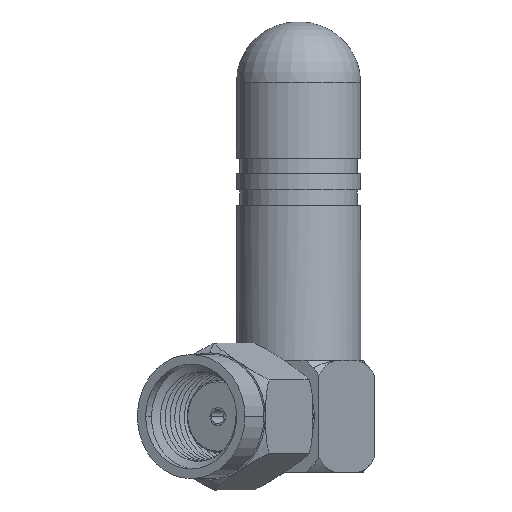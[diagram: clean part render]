
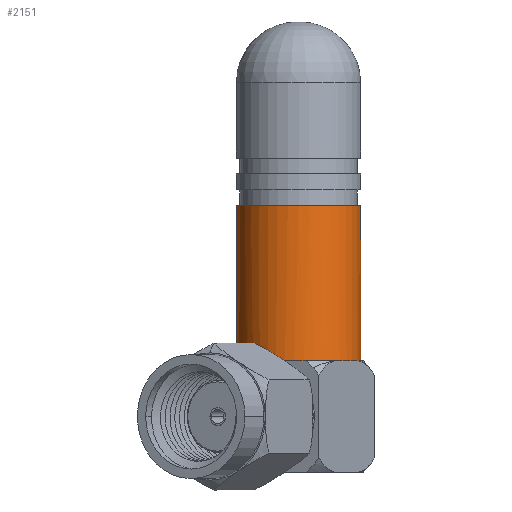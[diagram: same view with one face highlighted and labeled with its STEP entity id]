
A CAD part, front view. The second image highlights one B-rep face of the part: STEP entity #2151.
In plain terms, the highlighted cylindrical face has radius 3.9 mm (diameter 7.8 mm), a partial arc.
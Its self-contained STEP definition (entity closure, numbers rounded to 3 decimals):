
#230 = EDGE_CURVE ( 'NONE', #286, #334, #3137, .T. ) ;
#239 = VECTOR ( 'NONE', #5369, 1000. ) ;
#286 = VERTEX_POINT ( 'NONE', #3746 ) ;
#304 = DIRECTION ( 'NONE',  ( 1., 0., 0. ) ) ;
#334 = VERTEX_POINT ( 'NONE', #4347 ) ;
#413 = VECTOR ( 'NONE', #5239, 1000. ) ;
#523 = CIRCLE ( 'NONE', #3409, 3.9 ) ;
#639 = DIRECTION ( 'NONE',  ( 1., 0., 0. ) ) ;
#652 = CARTESIAN_POINT ( 'NONE',  ( -74.117, 120.219, 17.673 ) ) ;
#717 = DIRECTION ( 'NONE',  ( 0., 0., 1. ) ) ;
#738 = CARTESIAN_POINT ( 'NONE',  ( -70.217, 120.219, 7.925 ) ) ;
#766 = CIRCLE ( 'NONE', #4696, 3.9 ) ;
#770 = DIRECTION ( 'NONE',  ( 0., 0., 1. ) ) ;
#837 = CYLINDRICAL_SURFACE ( 'NONE', #5882, 3.9 ) ;
#891 = VERTEX_POINT ( 'NONE', #1110 ) ;
#922 = ORIENTED_EDGE ( 'NONE', *, *, #1130, .T. ) ;
#997 = DIRECTION ( 'NONE',  ( 0., 0., -1. ) ) ;
#1039 = EDGE_CURVE ( 'NONE', #2478, #891, #5738, .T. ) ;
#1110 = CARTESIAN_POINT ( 'NONE',  ( -70.477, 116.327, 7.925 ) ) ;
#1130 = EDGE_CURVE ( 'NONE', #1823, #2478, #523, .T. ) ;
#1387 = CARTESIAN_POINT ( 'NONE',  ( -68.143, 116.916, 7.925 ) ) ;
#1714 = LINE ( 'NONE', #3760, #413 ) ;
#1723 = VERTEX_POINT ( 'NONE', #2658 ) ;
#1823 = VERTEX_POINT ( 'NONE', #2791 ) ;
#1995 = EDGE_CURVE ( 'NONE', #4465, #286, #5427, .T. ) ;
#2151 = ADVANCED_FACE ( 'NONE', ( #3925 ), #837, .T. ) ;
#2153 = ORIENTED_EDGE ( 'NONE', *, *, #1995, .T. ) ;
#2222 = AXIS2_PLACEMENT_3D ( 'NONE', #5726, #6269, #304 ) ;
#2413 = CARTESIAN_POINT ( 'NONE',  ( -66.317, 120.219, 7.925 ) ) ;
#2478 = VERTEX_POINT ( 'NONE', #5721 ) ;
#2479 = EDGE_CURVE ( 'NONE', #1823, #5401, #1714, .T. ) ;
#2524 = DIRECTION ( 'NONE',  ( 0., 0., 1. ) ) ;
#2578 = DIRECTION ( 'NONE',  ( 1., 0., 0. ) ) ;
#2658 = CARTESIAN_POINT ( 'NONE',  ( -66.317, 120.219, 17.673 ) ) ;
#2659 = DIRECTION ( 'NONE',  ( 0., 0., 1. ) ) ;
#2683 = CARTESIAN_POINT ( 'NONE',  ( -70.217, 120.219, 7.925 ) ) ;
#2754 = AXIS2_PLACEMENT_3D ( 'NONE', #2683, #2659, #2578 ) ;
#2791 = CARTESIAN_POINT ( 'NONE',  ( -74.117, 120.219, 7.925 ) ) ;
#2917 = AXIS2_PLACEMENT_3D ( 'NONE', #5453, #2524, #5952 ) ;
#3137 = CIRCLE ( 'NONE', #2222, 3.9 ) ;
#3314 = EDGE_CURVE ( 'NONE', #334, #1723, #4156, .T. ) ;
#3409 = AXIS2_PLACEMENT_3D ( 'NONE', #738, #717, #639 ) ;
#3707 = CARTESIAN_POINT ( 'NONE',  ( -70.217, 120.219, 7.925 ) ) ;
#3746 = CARTESIAN_POINT ( 'NONE',  ( -66.319, 120.074, 7.925 ) ) ;
#3758 = EDGE_CURVE ( 'NONE', #891, #4465, #766, .T. ) ;
#3760 = CARTESIAN_POINT ( 'NONE',  ( -74.117, 120.219, 7.925 ) ) ;
#3925 = FACE_OUTER_BOUND ( 'NONE', #5483, .T. ) ;
#3943 = CARTESIAN_POINT ( 'NONE',  ( -70.217, 120.219, 17.673 ) ) ;
#4156 = LINE ( 'NONE', #2413, #239 ) ;
#4201 = DIRECTION ( 'NONE',  ( 1., 0., 0. ) ) ;
#4315 = ORIENTED_EDGE ( 'NONE', *, *, #1039, .T. ) ;
#4347 = CARTESIAN_POINT ( 'NONE',  ( -66.317, 120.219, 7.925 ) ) ;
#4442 = DIRECTION ( 'NONE',  ( 1., 0., 0. ) ) ;
#4465 = VERTEX_POINT ( 'NONE', #1387 ) ;
#4507 = AXIS2_PLACEMENT_3D ( 'NONE', #3943, #997, #4442 ) ;
#4550 = DIRECTION ( 'NONE',  ( 1., 0., 0. ) ) ;
#4569 = CIRCLE ( 'NONE', #4507, 3.9 ) ;
#4673 = ORIENTED_EDGE ( 'NONE', *, *, #3314, .T. ) ;
#4696 = AXIS2_PLACEMENT_3D ( 'NONE', #3707, #770, #4201 ) ;
#4722 = ORIENTED_EDGE ( 'NONE', *, *, #2479, .F. ) ;
#5121 = ORIENTED_EDGE ( 'NONE', *, *, #3758, .T. ) ;
#5168 = EDGE_CURVE ( 'NONE', #1723, #5401, #4569, .T. ) ;
#5239 = DIRECTION ( 'NONE',  ( 0., 0., 1. ) ) ;
#5369 = DIRECTION ( 'NONE',  ( 0., 0., 1. ) ) ;
#5401 = VERTEX_POINT ( 'NONE', #652 ) ;
#5427 = CIRCLE ( 'NONE', #2917, 3.9 ) ;
#5453 = CARTESIAN_POINT ( 'NONE',  ( -70.217, 120.219, 7.925 ) ) ;
#5483 = EDGE_LOOP ( 'NONE', ( #4722, #922, #4315, #5121, #2153, #6268, #4673, #6153 ) ) ;
#5516 = DIRECTION ( 'NONE',  ( 0., 0., 1. ) ) ;
#5721 = CARTESIAN_POINT ( 'NONE',  ( -73.457, 118.048, 7.925 ) ) ;
#5726 = CARTESIAN_POINT ( 'NONE',  ( -70.217, 120.219, 7.925 ) ) ;
#5738 = CIRCLE ( 'NONE', #2754, 3.9 ) ;
#5882 = AXIS2_PLACEMENT_3D ( 'NONE', #5997, #5516, #4550 ) ;
#5952 = DIRECTION ( 'NONE',  ( 1., 0., 0. ) ) ;
#5997 = CARTESIAN_POINT ( 'NONE',  ( -70.217, 120.219, 7.925 ) ) ;
#6153 = ORIENTED_EDGE ( 'NONE', *, *, #5168, .T. ) ;
#6268 = ORIENTED_EDGE ( 'NONE', *, *, #230, .T. ) ;
#6269 = DIRECTION ( 'NONE',  ( 0., 0., 1. ) ) ;
